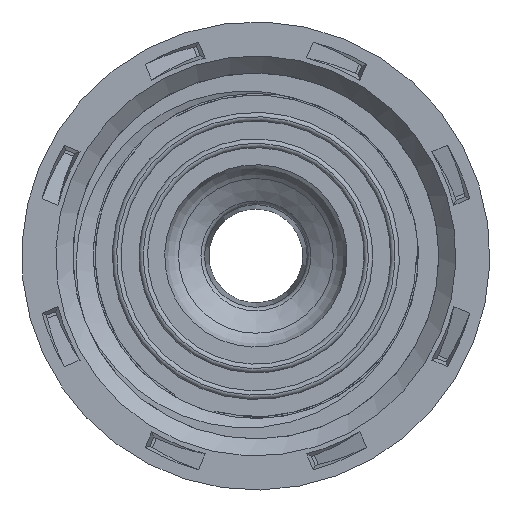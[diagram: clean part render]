
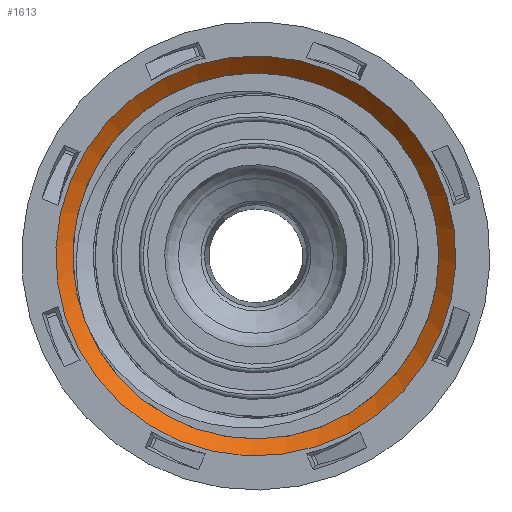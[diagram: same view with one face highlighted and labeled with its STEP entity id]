
A CAD part, front view. The second image highlights one B-rep face of the part: STEP entity #1613.
In plain terms, the highlighted conical face has half-angle 45 degrees and reference radius 10.75 mm.
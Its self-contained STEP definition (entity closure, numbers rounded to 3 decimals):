
#1388=CONICAL_SURFACE('',#8800,10.75,45.);
#1613=ADVANCED_FACE('',(#3568,#3569),#1388,.F.);
#3568=FACE_BOUND('',#3884,.T.);
#3569=FACE_BOUND('',#3885,.T.);
#3884=EDGE_LOOP('',(#5175));
#3885=EDGE_LOOP('',(#5176));
#5175=ORIENTED_EDGE('',*,*,#7737,.F.);
#5176=ORIENTED_EDGE('',*,*,#7738,.F.);
#6828=VERTEX_POINT('',#14007);
#6829=VERTEX_POINT('',#14009);
#7737=EDGE_CURVE('',#6828,#6828,#8420,.T.);
#7738=EDGE_CURVE('',#6829,#6829,#8421,.T.);
#8420=CIRCLE('',#8798,10.75);
#8421=CIRCLE('',#8799,11.75);
#8798=AXIS2_PLACEMENT_3D('',#14006,#9985,#9986);
#8799=AXIS2_PLACEMENT_3D('',#14008,#9987,#9988);
#8800=AXIS2_PLACEMENT_3D('',#14010,#9989,#9990);
#9985=DIRECTION('',(0.,-1.,0.));
#9986=DIRECTION('',(-0.924,0.,0.383));
#9987=DIRECTION('',(0.,1.,0.));
#9988=DIRECTION('',(-0.924,0.,0.383));
#9989=DIRECTION('',(0.,-1.,0.));
#9990=DIRECTION('',(0.924,0.,-0.383));
#14006=CARTESIAN_POINT('',(-24.752,-30.098,0.));
#14007=CARTESIAN_POINT('',(-34.684,-30.098,4.114));
#14008=CARTESIAN_POINT('',(-24.752,-31.098,0.));
#14009=CARTESIAN_POINT('',(-35.608,-31.098,4.497));
#14010=CARTESIAN_POINT('',(-24.752,-30.098,0.));
